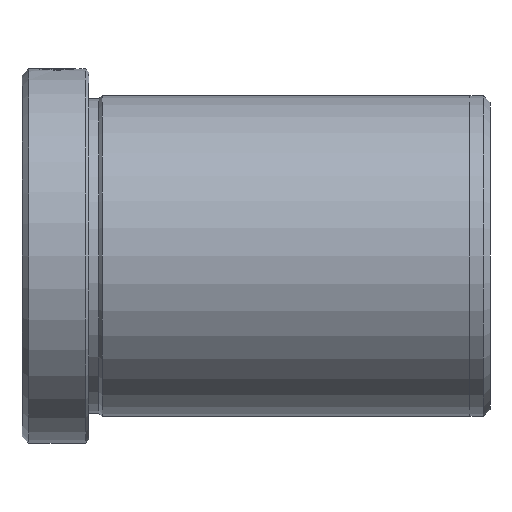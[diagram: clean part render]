
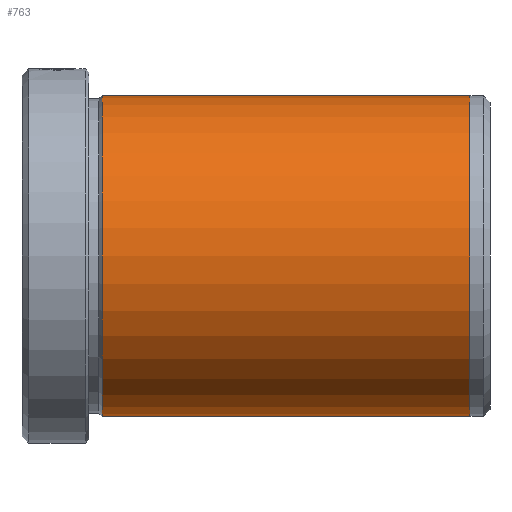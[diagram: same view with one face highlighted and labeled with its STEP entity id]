
A CAD part, left-side view. The second image highlights one B-rep face of the part: STEP entity #763.
In plain terms, the highlighted cylindrical face has radius 24 mm (diameter 48 mm), a partial arc.
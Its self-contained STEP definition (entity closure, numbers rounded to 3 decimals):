
#23 = DIRECTION ( 'NONE',  ( 0., 0., 1. ) ) ;
#54 = CARTESIAN_POINT ( 'NONE',  ( 0., 0., 0. ) ) ;
#157 = VERTEX_POINT ( 'NONE', #824 ) ;
#163 = CIRCLE ( 'NONE', #1156, 24. ) ;
#180 = ORIENTED_EDGE ( 'NONE', *, *, #406, .F. ) ;
#335 = CYLINDRICAL_SURFACE ( 'NONE', #449, 24. ) ;
#375 = CARTESIAN_POINT ( 'NONE',  ( 0., 0., 24. ) ) ;
#406 = EDGE_CURVE ( 'NONE', #1269, #157, #740, .T. ) ;
#449 = AXIS2_PLACEMENT_3D ( 'NONE', #54, #1417, #1001 ) ;
#459 = ORIENTED_EDGE ( 'NONE', *, *, #1546, .T. ) ;
#504 = DIRECTION ( 'NONE',  ( 0., 1., 0. ) ) ;
#513 = ORIENTED_EDGE ( 'NONE', *, *, #1314, .F. ) ;
#542 = CARTESIAN_POINT ( 'NONE',  ( 0., -67., 0. ) ) ;
#680 = DIRECTION ( 'NONE',  ( 0., 0., -1. ) ) ;
#726 = FACE_OUTER_BOUND ( 'NONE', #1630, .T. ) ;
#740 = CIRCLE ( 'NONE', #1712, 24. ) ;
#763 = ADVANCED_FACE ( 'NONE', ( #726 ), #335, .T. ) ;
#798 = CARTESIAN_POINT ( 'NONE',  ( 0., -67., 24. ) ) ;
#824 = CARTESIAN_POINT ( 'NONE',  ( 0., -12., 24. ) ) ;
#841 = DIRECTION ( 'NONE',  ( 0., 1., 0. ) ) ;
#897 = VECTOR ( 'NONE', #924, 1000. ) ;
#920 = VECTOR ( 'NONE', #504, 1000. ) ;
#924 = DIRECTION ( 'NONE',  ( 0., 1., 0. ) ) ;
#996 = EDGE_CURVE ( 'NONE', #1187, #1269, #1293, .T. ) ;
#1001 = DIRECTION ( 'NONE',  ( 0., 0., 1. ) ) ;
#1156 = AXIS2_PLACEMENT_3D ( 'NONE', #542, #1501, #680 ) ;
#1187 = VERTEX_POINT ( 'NONE', #1542 ) ;
#1207 = CARTESIAN_POINT ( 'NONE',  ( 0., -12., -24. ) ) ;
#1269 = VERTEX_POINT ( 'NONE', #1207 ) ;
#1277 = LINE ( 'NONE', #375, #897 ) ;
#1280 = ORIENTED_EDGE ( 'NONE', *, *, #996, .F. ) ;
#1293 = LINE ( 'NONE', #1745, #920 ) ;
#1314 = EDGE_CURVE ( 'NONE', #1596, #1187, #163, .T. ) ;
#1417 = DIRECTION ( 'NONE',  ( 0., 1., 0. ) ) ;
#1501 = DIRECTION ( 'NONE',  ( 0., -1., 0. ) ) ;
#1542 = CARTESIAN_POINT ( 'NONE',  ( 0., -67., -24. ) ) ;
#1546 = EDGE_CURVE ( 'NONE', #1596, #157, #1277, .T. ) ;
#1596 = VERTEX_POINT ( 'NONE', #798 ) ;
#1630 = EDGE_LOOP ( 'NONE', ( #1280, #513, #459, #180 ) ) ;
#1660 = CARTESIAN_POINT ( 'NONE',  ( 0., -12., 0. ) ) ;
#1712 = AXIS2_PLACEMENT_3D ( 'NONE', #1660, #841, #23 ) ;
#1745 = CARTESIAN_POINT ( 'NONE',  ( 0., 0., -24. ) ) ;
